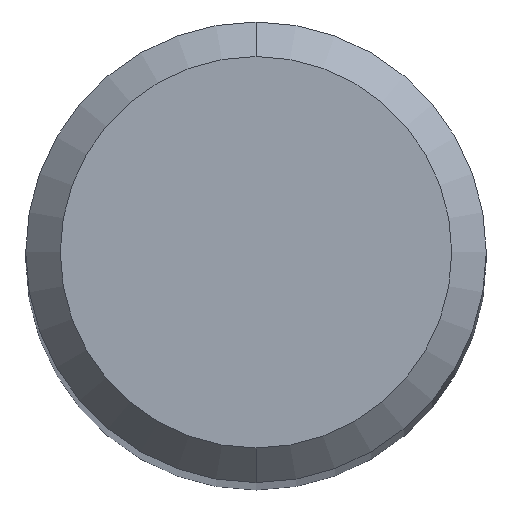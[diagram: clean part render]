
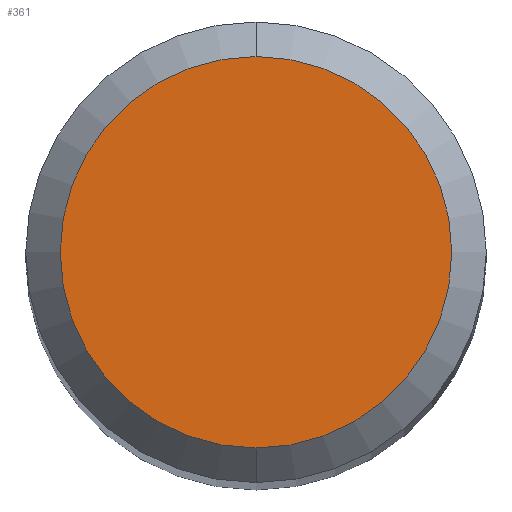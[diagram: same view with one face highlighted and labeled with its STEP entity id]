
A CAD part, top view. The second image highlights one B-rep face of the part: STEP entity #361.
In plain terms, the highlighted planar face has unit normal (0, 0, 1).
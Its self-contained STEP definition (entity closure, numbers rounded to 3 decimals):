
#197=EDGE_CURVE('',#303,#347,#499,.T.);
#225=EDGE_CURVE('',#347,#303,#529,.T.);
#303=VERTEX_POINT('',#615);
#347=VERTEX_POINT('',#663);
#361=ADVANCED_FACE('',(#678),#679,.T.);
#499=CIRCLE('',#830,1.7);
#529=CIRCLE('',#899,1.7);
#615=CARTESIAN_POINT('',(0.,-1.7,0.0));
#663=CARTESIAN_POINT('',(0.0,1.7,0.0));
#678=FACE_OUTER_BOUND('',#1207,.T.);
#679=PLANE('',#1208);
#830=AXIS2_PLACEMENT_3D('',#1453,#1454,#1455);
#899=AXIS2_PLACEMENT_3D('',#1480,#1481,#1482);
#1207=EDGE_LOOP('',(#1644,#1645));
#1208=AXIS2_PLACEMENT_3D('',#1646,#1647,#1648);
#1453=CARTESIAN_POINT('',(0.0,0.0,0.0));
#1454=DIRECTION('',(0.0,0.0,-1.0));
#1455=DIRECTION('',(0.0,1.0,0.0));
#1480=CARTESIAN_POINT('',(0.0,0.0,0.0));
#1481=DIRECTION('',(0.0,0.0,-1.0));
#1482=DIRECTION('',(0.0,1.0,0.0));
#1644=ORIENTED_EDGE('',*,*,#225,.F.);
#1645=ORIENTED_EDGE('',*,*,#197,.F.);
#1646=CARTESIAN_POINT('',(0.0,0.85,0.0));
#1647=DIRECTION('',(-0.0,0.0,1.0));
#1648=DIRECTION('',(0.0,-1.0,0.0));
